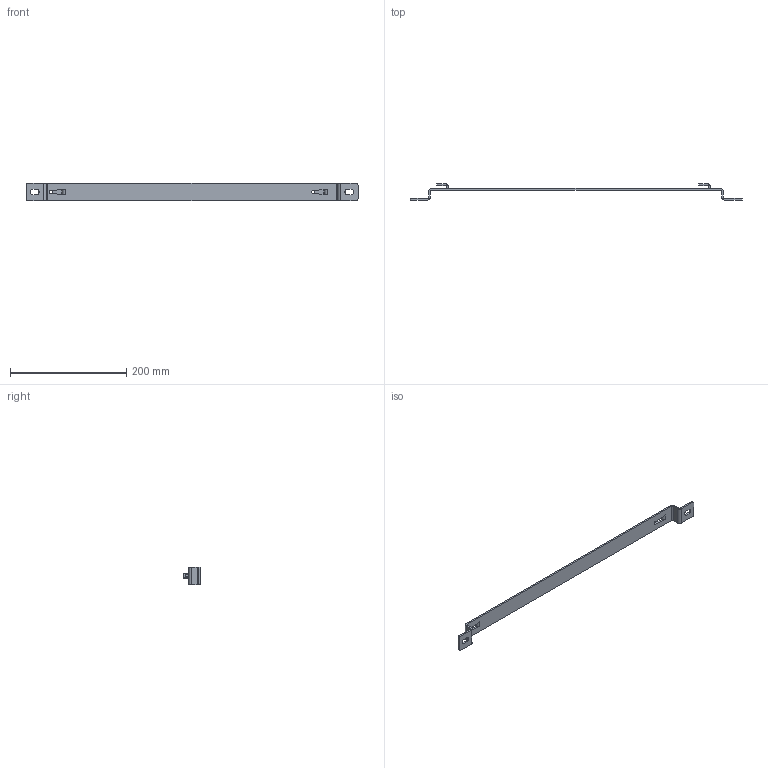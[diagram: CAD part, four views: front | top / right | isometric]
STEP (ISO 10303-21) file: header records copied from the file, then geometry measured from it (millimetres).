
FILE_DESCRIPTION((''),'2;1');
FILE_NAME('6015693','2012-07-04T',('AndreasKeweloh'),(''),'PRO/ENGINEER BY PARAMETRIC TECHNOLOGY CORPORATION, 2012130','PRO/ENGINEER BY PARAMETRIC TECHNOLOGY CORPORATION, 2012130','');
FILE_SCHEMA(('CONFIG_CONTROL_DESIGN'));
Length unit declared in the file: millimetre
Products named in the file (1): 6015693
Bounding box: 570 x 28 x 30 mm (x, y, z)
Volume: 53211.3 mm3; surface area: 40078.6 mm2
Topology: 1 solids, 1 shells, 70 faces, 200 edges, 132 vertices
Faces by surface type: plane 38, cylinder 32
Entity records: 2370 total; most frequent: CARTESIAN_POINT 478, ORIENTED_EDGE 400, DIRECTION 368, EDGE_CURVE 200, VECTOR 132, LINE 132, VERTEX_POINT 132, AXIS2_PLACEMENT_3D 118
